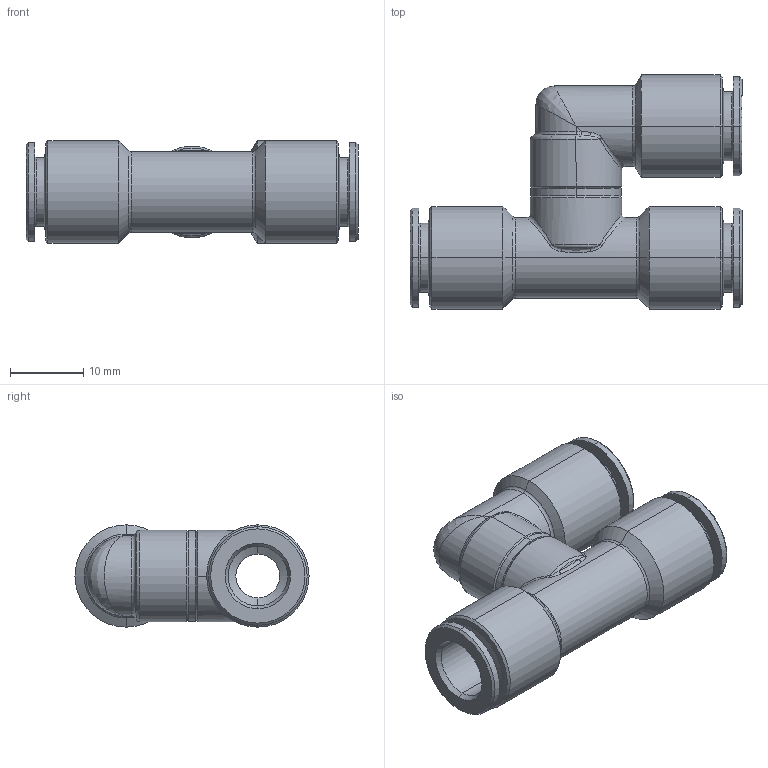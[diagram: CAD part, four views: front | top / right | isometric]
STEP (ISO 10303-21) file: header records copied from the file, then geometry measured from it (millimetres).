
FILE_DESCRIPTION (( 'STEP AP203' ), '1' );
FILE_NAME ('A0374040.STEP', '2009-12-17T09:52:58', ( '' ), ( 'sopra-pneumatic' ), 'SwSTEP 2.0', 'SolidWorks 2009', '' );
FILE_SCHEMA (( 'CONFIG_CONTROL_DESIGN' ));
Length unit declared in the file: millimetre
Products named in the file (1): A0374040
Bounding box: 45.4 x 32 x 14 mm (x, y, z)
Volume: 6495.9 mm3; surface area: 5781.2 mm2
Topology: 1 solids, 1 shells, 137 faces, 288 edges, 159 vertices
Faces by surface type: cone 51, cylinder 46, torus 14, bspline 14, plane 12
Entity records: 6160 total; most frequent: CARTESIAN_POINT 3200, DIRECTION 644, ORIENTED_EDGE 572, EDGE_CURVE 286, AXIS2_PLACEMENT_3D 275, VERTEX_POINT 159, CIRCLE 151, EDGE_LOOP 149
